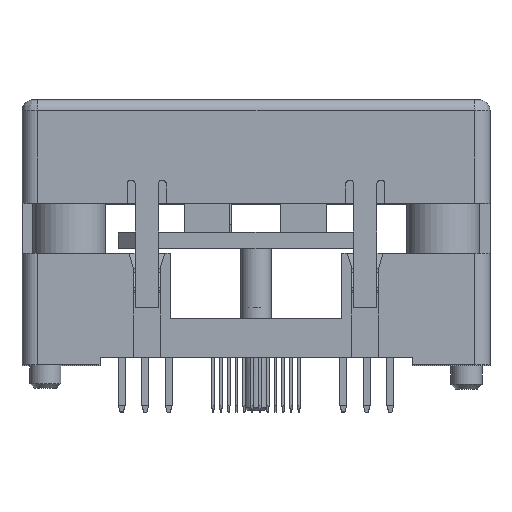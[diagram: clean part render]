
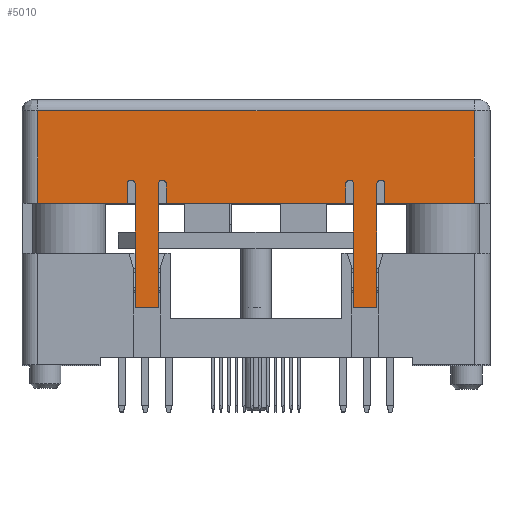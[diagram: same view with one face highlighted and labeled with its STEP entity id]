
A CAD part, top view. The second image highlights one B-rep face of the part: STEP entity #5010.
In plain terms, the highlighted planar face has unit normal (0, 0, 1).
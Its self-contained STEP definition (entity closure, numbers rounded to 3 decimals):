
#592=CIRCLE('',#78310,0.25);
#593=CIRCLE('',#78311,0.25);
#594=CIRCLE('',#78312,0.25);
#595=CIRCLE('',#78313,0.25);
#5010=ADVANCED_FACE('',(#12713),#8837,.F.);
#8837=PLANE('',#78314);
#12713=FACE_OUTER_BOUND('',#17303,.T.);
#17303=EDGE_LOOP('',(#36059,#36060,#36061,#36062,#36063,#36064,#36065,#36066,
#36067,#36068,#36069,#36070,#36071,#36072,#36073,#36074,#36075,#36076,#36077,
#36078));
#36059=ORIENTED_EDGE('',*,*,#54269,.T.);
#36060=ORIENTED_EDGE('',*,*,#54270,.F.);
#36061=ORIENTED_EDGE('',*,*,#54271,.F.);
#36062=ORIENTED_EDGE('',*,*,#54272,.T.);
#36063=ORIENTED_EDGE('',*,*,#54273,.F.);
#36064=ORIENTED_EDGE('',*,*,#54274,.F.);
#36065=ORIENTED_EDGE('',*,*,#54275,.F.);
#36066=ORIENTED_EDGE('',*,*,#54276,.F.);
#36067=ORIENTED_EDGE('',*,*,#54277,.F.);
#36068=ORIENTED_EDGE('',*,*,#54278,.F.);
#36069=ORIENTED_EDGE('',*,*,#54279,.F.);
#36070=ORIENTED_EDGE('',*,*,#54280,.T.);
#36071=ORIENTED_EDGE('',*,*,#54281,.T.);
#36072=ORIENTED_EDGE('',*,*,#54282,.T.);
#36073=ORIENTED_EDGE('',*,*,#54283,.T.);
#36074=ORIENTED_EDGE('',*,*,#54284,.T.);
#36075=ORIENTED_EDGE('',*,*,#54285,.F.);
#36076=ORIENTED_EDGE('',*,*,#54286,.F.);
#36077=ORIENTED_EDGE('',*,*,#54287,.T.);
#36078=ORIENTED_EDGE('',*,*,#54266,.F.);
#44491=VERTEX_POINT('',#118480);
#44492=VERTEX_POINT('',#118481);
#44493=VERTEX_POINT('',#118486);
#44494=VERTEX_POINT('',#118488);
#44495=VERTEX_POINT('',#118490);
#44496=VERTEX_POINT('',#118492);
#44497=VERTEX_POINT('',#118494);
#44498=VERTEX_POINT('',#118496);
#44499=VERTEX_POINT('',#118498);
#44500=VERTEX_POINT('',#118500);
#44501=VERTEX_POINT('',#118502);
#44502=VERTEX_POINT('',#118504);
#44503=VERTEX_POINT('',#118506);
#44504=VERTEX_POINT('',#118508);
#44505=VERTEX_POINT('',#118510);
#44506=VERTEX_POINT('',#118512);
#44507=VERTEX_POINT('',#118514);
#44508=VERTEX_POINT('',#118516);
#44509=VERTEX_POINT('',#118518);
#44510=VERTEX_POINT('',#118520);
#54266=EDGE_CURVE('',#44491,#44492,#63913,.T.);
#54269=EDGE_CURVE('',#44491,#44493,#63916,.T.);
#54270=EDGE_CURVE('',#44494,#44493,#592,.T.);
#54271=EDGE_CURVE('',#44495,#44494,#63917,.T.);
#54272=EDGE_CURVE('',#44495,#44496,#63918,.T.);
#54273=EDGE_CURVE('',#44497,#44496,#63919,.T.);
#54274=EDGE_CURVE('',#44498,#44497,#593,.T.);
#54275=EDGE_CURVE('',#44499,#44498,#63920,.T.);
#54276=EDGE_CURVE('',#44500,#44499,#63921,.T.);
#54277=EDGE_CURVE('',#44501,#44500,#63922,.T.);
#54278=EDGE_CURVE('',#44502,#44501,#594,.T.);
#54279=EDGE_CURVE('',#44503,#44502,#63923,.T.);
#54280=EDGE_CURVE('',#44503,#44504,#63924,.T.);
#54281=EDGE_CURVE('',#44504,#44505,#63925,.T.);
#54282=EDGE_CURVE('',#44505,#44506,#63926,.T.);
#54283=EDGE_CURVE('',#44506,#44507,#63927,.T.);
#54284=EDGE_CURVE('',#44507,#44508,#63928,.T.);
#54285=EDGE_CURVE('',#44509,#44508,#63929,.T.);
#54286=EDGE_CURVE('',#44510,#44509,#595,.T.);
#54287=EDGE_CURVE('',#44510,#44492,#63930,.T.);
#63913=LINE('',#118479,#73387);
#63916=LINE('',#118485,#73390);
#63917=LINE('',#118489,#73391);
#63918=LINE('',#118491,#73392);
#63919=LINE('',#118493,#73393);
#63920=LINE('',#118497,#73394);
#63921=LINE('',#118499,#73395);
#63922=LINE('',#118501,#73396);
#63923=LINE('',#118505,#73397);
#63924=LINE('',#118507,#73398);
#63925=LINE('',#118509,#73399);
#63926=LINE('',#118511,#73400);
#63927=LINE('',#118513,#73401);
#63928=LINE('',#118515,#73402);
#63929=LINE('',#118517,#73403);
#63930=LINE('',#118521,#73404);
#73387=VECTOR('',#95016,1.);
#73390=VECTOR('',#95021,1.);
#73391=VECTOR('',#95024,1.);
#73392=VECTOR('',#95025,1.);
#73393=VECTOR('',#95026,1.);
#73394=VECTOR('',#95029,1.);
#73395=VECTOR('',#95030,1.);
#73396=VECTOR('',#95031,1.);
#73397=VECTOR('',#95034,1.);
#73398=VECTOR('',#95035,1.);
#73399=VECTOR('',#95036,1.);
#73400=VECTOR('',#95037,1.);
#73401=VECTOR('',#95038,1.);
#73402=VECTOR('',#95039,1.);
#73403=VECTOR('',#95040,1.);
#73404=VECTOR('',#95043,1.);
#78310=AXIS2_PLACEMENT_3D('',#118487,#95022,#95023);
#78311=AXIS2_PLACEMENT_3D('',#118495,#95027,#95028);
#78312=AXIS2_PLACEMENT_3D('',#118503,#95032,#95033);
#78313=AXIS2_PLACEMENT_3D('',#118519,#95041,#95042);
#78314=AXIS2_PLACEMENT_3D('',#118522,#95044,#95045);
#95016=DIRECTION('',(-1.,0.,0.));
#95021=DIRECTION('',(0.,1.,0.));
#95022=DIRECTION('',(0.,0.,1.));
#95023=DIRECTION('',(1.,0.,0.));
#95024=DIRECTION('',(0.,1.,0.));
#95025=DIRECTION('',(1.,0.,0.));
#95026=DIRECTION('',(0.,-1.,0.));
#95027=DIRECTION('',(0.,0.,1.));
#95028=DIRECTION('',(-1.,0.,0.));
#95029=DIRECTION('',(0.,1.,0.));
#95030=DIRECTION('',(-1.,0.,0.));
#95031=DIRECTION('',(0.,-1.,0.));
#95032=DIRECTION('',(0.,0.,1.));
#95033=DIRECTION('',(1.,0.,0.));
#95034=DIRECTION('',(0.,1.,0.));
#95035=DIRECTION('',(1.,0.,0.));
#95036=DIRECTION('',(0.,1.,0.));
#95037=DIRECTION('',(-1.,0.,0.));
#95038=DIRECTION('',(0.,-1.,0.));
#95039=DIRECTION('',(1.,0.,0.));
#95040=DIRECTION('',(0.,-1.,0.));
#95041=DIRECTION('',(0.,0.,1.));
#95042=DIRECTION('',(-1.,0.,0.));
#95043=DIRECTION('',(0.,-1.,0.));
#95044=DIRECTION('',(0.,0.,-1.));
#95045=DIRECTION('',(-1.,0.,0.));
#118479=CARTESIAN_POINT('',(-8.75,3.2,15.));
#118480=CARTESIAN_POINT('',(-6.25,3.2,15.));
#118481=CARTESIAN_POINT('',(-7.75,3.2,15.));
#118485=CARTESIAN_POINT('',(-6.25,3.2,15.));
#118486=CARTESIAN_POINT('',(-6.25,11.1,15.));
#118487=CARTESIAN_POINT('',(-6.,11.1,15.));
#118488=CARTESIAN_POINT('',(-5.75,11.1,15.));
#118489=CARTESIAN_POINT('',(-5.75,9.85,15.));
#118490=CARTESIAN_POINT('',(-5.75,9.85,15.));
#118491=CARTESIAN_POINT('',(-15.,9.85,15.));
#118492=CARTESIAN_POINT('',(5.75,9.85,15.));
#118493=CARTESIAN_POINT('',(5.75,9.85,15.));
#118494=CARTESIAN_POINT('',(5.75,11.1,15.));
#118495=CARTESIAN_POINT('',(6.,11.1,15.));
#118496=CARTESIAN_POINT('',(6.25,11.1,15.));
#118497=CARTESIAN_POINT('',(6.25,3.2,15.));
#118498=CARTESIAN_POINT('',(6.25,3.2,15.));
#118499=CARTESIAN_POINT('',(8.75,3.2,15.));
#118500=CARTESIAN_POINT('',(7.75,3.2,15.));
#118501=CARTESIAN_POINT('',(7.75,9.85,15.));
#118502=CARTESIAN_POINT('',(7.75,11.1,15.));
#118503=CARTESIAN_POINT('',(8.,11.1,15.));
#118504=CARTESIAN_POINT('',(8.25,11.1,15.));
#118505=CARTESIAN_POINT('',(8.25,9.85,15.));
#118506=CARTESIAN_POINT('',(8.25,9.85,15.));
#118507=CARTESIAN_POINT('',(-15.,9.85,15.));
#118508=CARTESIAN_POINT('',(14.,9.85,15.));
#118509=CARTESIAN_POINT('',(14.,14.85,15.));
#118510=CARTESIAN_POINT('',(14.,15.8,15.));
#118511=CARTESIAN_POINT('',(-14.,15.8,15.));
#118512=CARTESIAN_POINT('',(-14.,15.8,15.));
#118513=CARTESIAN_POINT('',(-14.,14.85,15.));
#118514=CARTESIAN_POINT('',(-14.,9.85,15.));
#118515=CARTESIAN_POINT('',(-15.,9.85,15.));
#118516=CARTESIAN_POINT('',(-8.25,9.85,15.));
#118517=CARTESIAN_POINT('',(-8.25,9.85,15.));
#118518=CARTESIAN_POINT('',(-8.25,11.1,15.));
#118519=CARTESIAN_POINT('',(-8.,11.1,15.));
#118520=CARTESIAN_POINT('',(-7.75,11.1,15.));
#118521=CARTESIAN_POINT('',(-7.75,9.85,15.));
#118522=CARTESIAN_POINT('',(-15.,14.85,15.));
